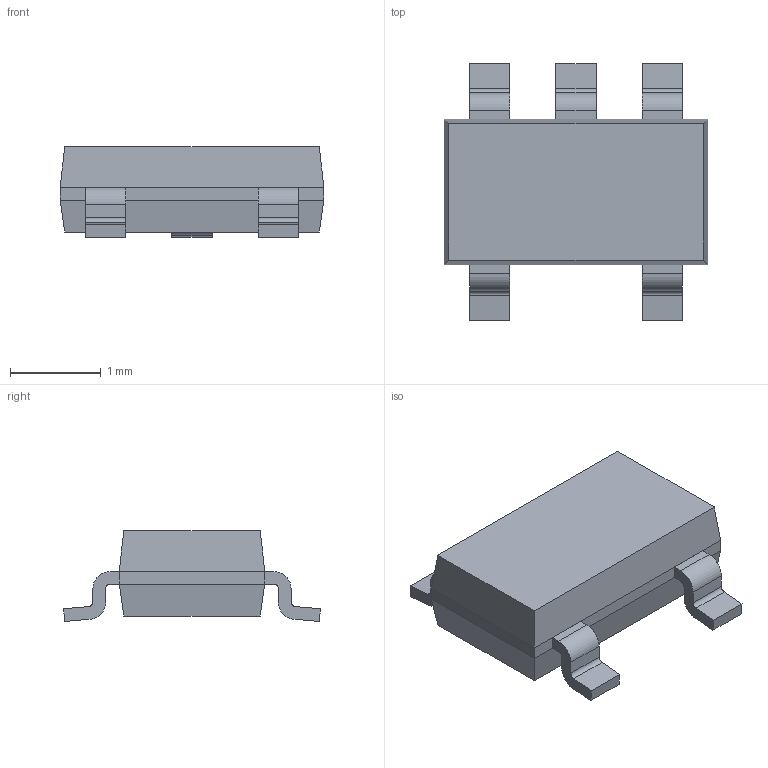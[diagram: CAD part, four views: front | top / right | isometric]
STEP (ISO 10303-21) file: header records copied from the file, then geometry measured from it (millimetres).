
FILE_DESCRIPTION(('FreeCAD Model'),'2;1');
FILE_NAME('Open CASCADE Shape Model','2024-12-24T19:30:03',(''),(''), 'Open CASCADE STEP processor 7.8','FreeCAD','Unknown');
FILE_SCHEMA(('AUTOMOTIVE_DESIGN { 1 0 10303 214 1 1 1 1 }'));
Length unit declared in the file: millimetre
Products named in the file (6): smd_transistor_sot_23_5; Array; Leg; Array001; Leg (Mirror #1); Body
Assembly tree (8 placements, depth 3):
  smd_transistor_sot_23_5
    Array
      Leg  x3
    Array001
      Leg (Mirror #1)  x2
    Body
Bounding box: 2.9 x 2.82 x 1 mm (x, y, z)
Volume: 4.5 mm3; surface area: 22.5 mm2
Topology: 6 solids, 6 shells, 84 faces, 208 edges, 136 vertices
Faces by surface type: plane 64, cylinder 20
Entity records: 1350 total; most frequent: DIRECTION 218, CARTESIAN_POINT 215, ORIENTED_EDGE 200, EDGE_CURVE 100, LINE 84, VECTOR 84, AXIS2_PLACEMENT_3D 67, VERTEX_POINT 64
